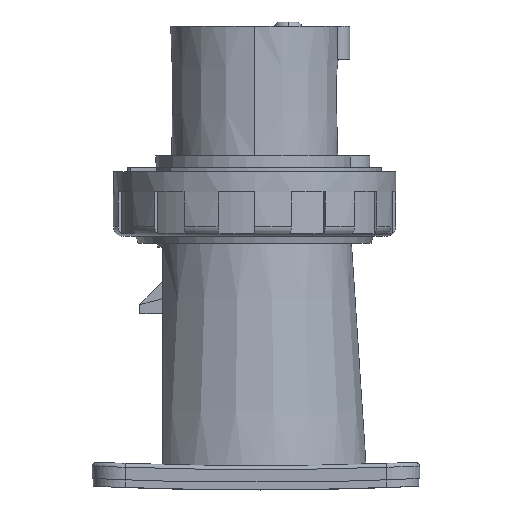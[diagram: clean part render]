
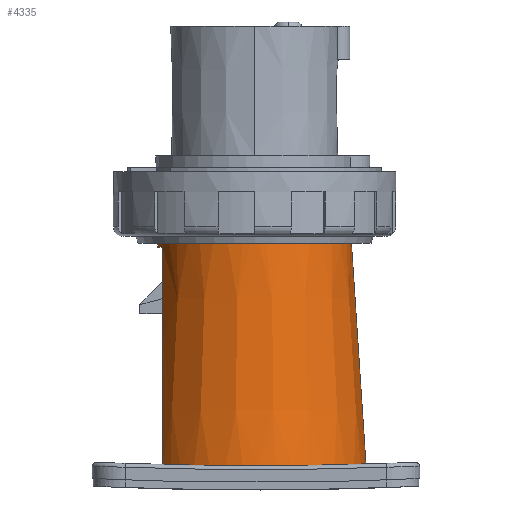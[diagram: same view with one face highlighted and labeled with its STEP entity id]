
A CAD part, left-side view. The second image highlights one B-rep face of the part: STEP entity #4335.
In plain terms, the highlighted conical face has half-angle 3.75 degrees and reference radius 26.808 mm.
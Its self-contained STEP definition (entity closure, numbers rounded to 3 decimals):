
#243=CARTESIAN_POINT('',(29.9,-58.439,-0.299));
#244=CARTESIAN_POINT('',(28.742,-58.439,
-0.299));
#245=CARTESIAN_POINT('',(26.417,-58.3,
-0.301));
#246=CARTESIAN_POINT('',(22.919,-57.652,
-0.308));
#247=CARTESIAN_POINT('',(19.567,-56.591,
-0.319));
#248=CARTESIAN_POINT('',(16.368,-55.131,
-0.334));
#249=CARTESIAN_POINT('',(13.356,-53.282,
-0.351));
#250=CARTESIAN_POINT('',(10.593,-51.072,
-0.371));
#251=CARTESIAN_POINT('',(8.177,-48.602,
-0.39));
#252=CARTESIAN_POINT('',(6.1,-45.901,
-0.408));
#253=CARTESIAN_POINT('',(4.368,-42.996,
-0.424));
#254=CARTESIAN_POINT('',(2.98,-39.888,
-0.437));
#255=CARTESIAN_POINT('',(1.957,-36.592,
-0.447));
#256=CARTESIAN_POINT('',(1.341,-33.192,
-0.453));
#257=CARTESIAN_POINT('',(1.136,-29.869,
-0.454));
#258=CARTESIAN_POINT('',(1.319,-26.458,
-0.45));
#259=CARTESIAN_POINT('',(1.938,-22.972,
-0.442));
#260=CARTESIAN_POINT('',(2.983,-19.593,
-0.429));
#261=CARTESIAN_POINT('',(4.435,-16.364,
-0.412));
#262=CARTESIAN_POINT('',(6.273,-13.338,
-0.393));
#263=CARTESIAN_POINT('',(8.473,-10.557,
-0.372));
#264=CARTESIAN_POINT('',(10.982,-8.083,
-0.35));
#265=CARTESIAN_POINT('',(12.837,-6.654,
-0.337));
#266=CARTESIAN_POINT('',(13.803,-6.,-0.33));
#1523=CARTESIAN_POINT('',(29.9,-29.75,57.25));
#1524=DIRECTION('',(0.,0.,-1.));
#1525=DIRECTION('',(0.,-1.,0.));
#1526=AXIS2_PLACEMENT_3D('',#1523,#1524,#1525);
#1540=CARTESIAN_POINT('',(29.9,-29.75,57.25));
#1541=DIRECTION('',(0.,0.,-1.));
#1542=DIRECTION('',(-0.993,0.12,0.));
#1543=AXIS2_PLACEMENT_3D('',#1540,#1541,#1542);
#1554=DIRECTION('',(0.,-0.065,-0.998));
#1555=VECTOR('',#1554,57.673);
#1556=CARTESIAN_POINT('',(29.9,-54.667,57.25));
#1557=LINE('',#1556,#1555);
#1563=DIRECTION('',(0.,0.065,-0.998));
#1564=VECTOR('',#1563,1.253);
#1565=CARTESIAN_POINT('',(29.9,-4.833,57.25));
#1566=LINE('',#1565,#1564);
#1585=CARTESIAN_POINT('',(13.803,-6.,-0.33));
#1586=CARTESIAN_POINT('',(14.023,-6.,1.553));
#1587=CARTESIAN_POINT('',(14.47,-6.,5.327));
#1588=CARTESIAN_POINT('',(15.166,-6.,11.022));
#1589=CARTESIAN_POINT('',(15.886,-6.,16.712));
#1590=CARTESIAN_POINT('',(16.628,-6.,22.357));
#1591=CARTESIAN_POINT('',(17.398,-6.,27.966));
#1592=CARTESIAN_POINT('',(18.245,-6.,33.84));
#1593=CARTESIAN_POINT('',(19.229,-6.,40.258));
#1594=CARTESIAN_POINT('',(20.43,-6.,47.467));
#1595=CARTESIAN_POINT('',(21.477,-6.,53.046));
#1596=CARTESIAN_POINT('',(22.097,-6.,56.));
#1598=CARTESIAN_POINT('',(29.9,-29.75,56.));
#1599=DIRECTION('',(0.,0.,-1.));
#1600=DIRECTION('',(-0.312,0.95,0.));
#1601=AXIS2_PLACEMENT_3D('',#1598,#1599,#1600);
#1603=CARTESIAN_POINT('',(29.9,-29.75,57.25));
#1604=DIRECTION('',(0.,0.,-1.));
#1605=DIRECTION('',(-0.993,-0.12,0.));
#1606=AXIS2_PLACEMENT_3D('',#1603,#1604,#1605);
#2043=VERTEX_POINT('',#1585);
#2044=VERTEX_POINT('',#1596);
#2068=CARTESIAN_POINT('',(5.164,-32.75,57.25));
#2069=CARTESIAN_POINT('',(5.164,-26.75,57.25));
#2070=VERTEX_POINT('',#2068);
#2071=VERTEX_POINT('',#2069);
#2092=CARTESIAN_POINT('',(29.9,-54.667,57.25));
#2093=CARTESIAN_POINT('',(29.9,-58.439,-0.299));
#2094=VERTEX_POINT('',#2092);
#2095=VERTEX_POINT('',#2093);
#2096=CARTESIAN_POINT('',(29.9,-4.833,57.25));
#2097=CARTESIAN_POINT('',(29.9,-4.751,56.));
#2098=VERTEX_POINT('',#2096);
#2099=VERTEX_POINT('',#2097);
#4318=CARTESIAN_POINT('',(29.9,-29.75,28.398));
#4319=DIRECTION('',(0.,0.,-1.));
#4320=DIRECTION('',(0.,-1.,0.));
#4321=AXIS2_PLACEMENT_3D('',#4318,#4319,#4320);
#4322=CONICAL_SURFACE('',#4321,26.808,3.75);
#4323=ORIENTED_EDGE('',*,*,#4302,.T.);
#4324=ORIENTED_EDGE('',*,*,#2449,.T.);
#4326=ORIENTED_EDGE('',*,*,#4325,.T.);
#4328=ORIENTED_EDGE('',*,*,#4327,.T.);
#4329=ORIENTED_EDGE('',*,*,#4308,.F.);
#4330=ORIENTED_EDGE('',*,*,#4288,.F.);
#4331=ORIENTED_EDGE('',*,*,#4195,.F.);
#4332=ORIENTED_EDGE('',*,*,#4267,.F.);
#4333=EDGE_LOOP('',(#4323,#4324,#4326,#4328,#4329,#4330,#4331,#4332));
#4334=FACE_OUTER_BOUND('',#4333,.F.);
#4335=ADVANCED_FACE('',(#4334),#4322,.T.);
#267=B_SPLINE_CURVE_WITH_KNOTS('',3,(#243,#244,#245,#246,#247,#248,#249,#250,
#251,#252,#253,#254,#255,#256,#257,#258,#259,#260,#261,#262,#263,#264,#265,
#266),.UNSPECIFIED.,.F.,.F.,(4,1,1,1,1,1,1,1,1,1,1,1,1,1,1,1,1,1,1,1,1,4),(0.,
0.048,0.095,0.143,0.19,
0.238,0.286,0.333,0.381,
0.429,0.476,0.524,0.571,
0.619,0.667,0.714,0.762,
0.81,0.857,0.905,0.952,1.),
.UNSPECIFIED.);
#1527=CIRCLE('',#1526,24.917);
#1544=CIRCLE('',#1543,24.917);
#1597=B_SPLINE_CURVE_WITH_KNOTS('',3,(#1585,#1586,#1587,#1588,#1589,#1590,#1591,
#1592,#1593,#1594,#1595,#1596),.UNSPECIFIED.,.F.,.F.,(4,1,1,1,1,1,1,1,1,4),
(0.,0.111,0.222,0.333,0.444,
0.556,0.667,0.778,0.889,1.),
.UNSPECIFIED.);
#1602=CIRCLE('',#1601,24.999);
#1607=CIRCLE('',#1606,24.917);
#2449=EDGE_CURVE('',#2095,#2043,#267,.T.);
#4195=EDGE_CURVE('',#2070,#2071,#1607,.T.);
#4267=EDGE_CURVE('',#2094,#2070,#1527,.T.);
#4288=EDGE_CURVE('',#2071,#2098,#1544,.T.);
#4302=EDGE_CURVE('',#2094,#2095,#1557,.T.);
#4308=EDGE_CURVE('',#2098,#2099,#1566,.T.);
#4325=EDGE_CURVE('',#2043,#2044,#1597,.T.);
#4327=EDGE_CURVE('',#2044,#2099,#1602,.T.);
